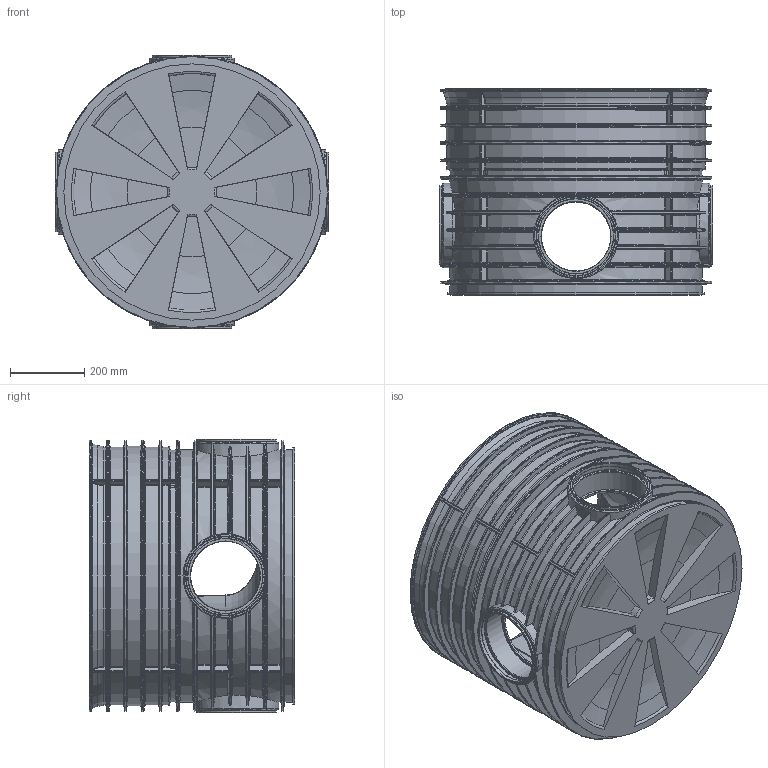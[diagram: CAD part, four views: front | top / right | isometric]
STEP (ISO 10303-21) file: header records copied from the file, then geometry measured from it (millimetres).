
FILE_DESCRIPTION(/* description */ (''),/* implementation_level */ '2;1');
FILE_NAME(/* name */ '661030z.stp',/* time_stamp */ '2025-01-02T10:30:54+01:00',/* author */ ('corinna'),/* organization */ (''),/* preprocessor_version */ 'ST-DEVELOPER v20',/* originating_system */ 'Autodesk Inventor 2024',/* authorisation */ '');
FILE_SCHEMA (('AUTOMOTIVE_DESIGN { 1 0 10303 214 3 1 1 }'));
Length unit declared in the file: millimetre
Products named in the file (3): 661030z; 661030 Schacht DN600 Boden; 661030 Schachtboden DN600 Grundkörper
Assembly tree (2 placements, depth 2):
  661030z
    661030 Schacht DN600 Boden
    661030 Schachtboden DN600 Grundkörper
Bounding box: 736 x 554.5 x 736 mm (x, y, z)
Volume: 26502378.5 mm3; surface area: 5558580.1 mm2
Topology: 2 solids, 2 shells, 1602 faces, 4124 edges, 2411 vertices
Faces by surface type: bspline 533, torus 293, cylinder 287, plane 198, cone 151, sphere 140
Full cylindrical faces by diameter (mm): 120 x1, 185 x1, 186.7 x3, 200 x1, 201.5 x8, 213.5 x4, 216 x4, 640 x1, 650 x1, 666 x2, 681 x2, 685 x1, 690 x1, 700 x1, 731 x3
Entity records: 67559 total; most frequent: CARTESIAN_POINT 33010, ORIENTED_EDGE 7980, DIRECTION 6253, EDGE_CURVE 3990, AXIS2_PLACEMENT_3D 2846, VERTEX_POINT 2411, CIRCLE 1744, EDGE_LOOP 1637
